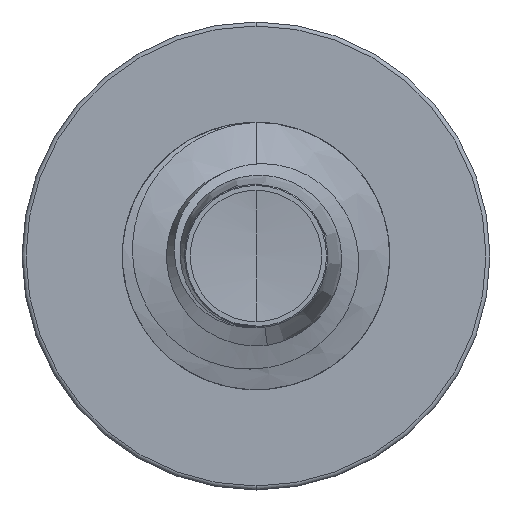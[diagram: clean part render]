
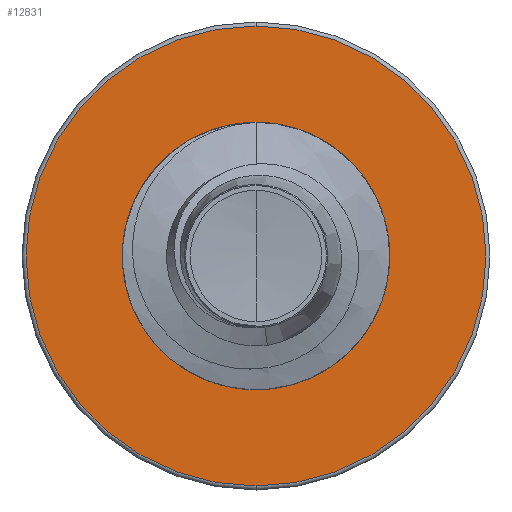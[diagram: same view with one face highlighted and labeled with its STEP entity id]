
A CAD part, front view. The second image highlights one B-rep face of the part: STEP entity #12831.
In plain terms, the highlighted planar face has unit normal (0, -1, 0).
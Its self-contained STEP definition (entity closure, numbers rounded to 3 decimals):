
#85 = AXIS2_PLACEMENT_3D ( 'NONE', #10817, #10934, #10768 ) ;
#1797 = FACE_OUTER_BOUND ( 'NONE', #6337, .T. ) ;
#2177 = VERTEX_POINT ( 'NONE', #5009 ) ;
#3198 = AXIS2_PLACEMENT_3D ( 'NONE', #4672, #4636, #4608 ) ;
#4533 = ORIENTED_EDGE ( 'NONE', *, *, #17280, .F. ) ;
#4608 = DIRECTION ( 'NONE',  ( 0., 0., 1. ) ) ;
#4636 = DIRECTION ( 'NONE',  ( 0., 1., 0. ) ) ;
#4672 = CARTESIAN_POINT ( 'NONE',  ( 0., 17.5, 0. ) ) ;
#5009 = CARTESIAN_POINT ( 'NONE',  ( 0., 17.5, 2.842 ) ) ;
#5080 = CARTESIAN_POINT ( 'NONE',  ( 0., 17.5, -2.842 ) ) ;
#5244 = DIRECTION ( 'NONE',  ( 0., 0., 1. ) ) ;
#5297 = DIRECTION ( 'NONE',  ( 0., 1., 0. ) ) ;
#5328 = CARTESIAN_POINT ( 'NONE',  ( 0., 17.5, 0. ) ) ;
#6337 = EDGE_LOOP ( 'NONE', ( #4533, #18750 ) ) ;
#7083 = CIRCLE ( 'NONE', #18028, 5.16 ) ;
#8617 = CARTESIAN_POINT ( 'NONE',  ( 0., 17.5, -5.16 ) ) ;
#8630 = CIRCLE ( 'NONE', #14767, 2.842 ) ;
#9508 = VERTEX_POINT ( 'NONE', #16685 ) ;
#10768 = DIRECTION ( 'NONE',  ( 0., 0., 1. ) ) ;
#10803 = AXIS2_PLACEMENT_3D ( 'NONE', #5328, #5297, #5244 ) ;
#10817 = CARTESIAN_POINT ( 'NONE',  ( 0., 17.5, -2.842 ) ) ;
#10823 = PLANE ( 'NONE',  #85 ) ;
#10934 = DIRECTION ( 'NONE',  ( 0., 1., 0. ) ) ;
#11322 = ORIENTED_EDGE ( 'NONE', *, *, #17017, .T. ) ;
#12204 = FACE_BOUND ( 'NONE', #16365, .T. ) ;
#12831 = ADVANCED_FACE ( 'NONE', ( #1797, #12204 ), #10823, .F. ) ;
#14264 = CIRCLE ( 'NONE', #10803, 2.842 ) ;
#14551 = ORIENTED_EDGE ( 'NONE', *, *, #17532, .T. ) ;
#14767 = AXIS2_PLACEMENT_3D ( 'NONE', #15737, #15486, #15475 ) ;
#15475 = DIRECTION ( 'NONE',  ( 0., 0., 1. ) ) ;
#15486 = DIRECTION ( 'NONE',  ( 0., 1., 0. ) ) ;
#15627 = VERTEX_POINT ( 'NONE', #5080 ) ;
#15737 = CARTESIAN_POINT ( 'NONE',  ( 0., 17.5, 0. ) ) ;
#15954 = DIRECTION ( 'NONE',  ( 0., 0., 1. ) ) ;
#15961 = DIRECTION ( 'NONE',  ( 0., 1., 0. ) ) ;
#15974 = CARTESIAN_POINT ( 'NONE',  ( 0., 17.5, 0. ) ) ;
#16365 = EDGE_LOOP ( 'NONE', ( #14551, #11322 ) ) ;
#16685 = CARTESIAN_POINT ( 'NONE',  ( 0., 17.5, 5.16 ) ) ;
#16967 = CIRCLE ( 'NONE', #3198, 5.16 ) ;
#17017 = EDGE_CURVE ( 'NONE', #15627, #2177, #14264, .T. ) ;
#17280 = EDGE_CURVE ( 'NONE', #9508, #18349, #7083, .T. ) ;
#17380 = EDGE_CURVE ( 'NONE', #18349, #9508, #16967, .T. ) ;
#17532 = EDGE_CURVE ( 'NONE', #2177, #15627, #8630, .T. ) ;
#18028 = AXIS2_PLACEMENT_3D ( 'NONE', #15974, #15961, #15954 ) ;
#18349 = VERTEX_POINT ( 'NONE', #8617 ) ;
#18750 = ORIENTED_EDGE ( 'NONE', *, *, #17380, .F. ) ;
